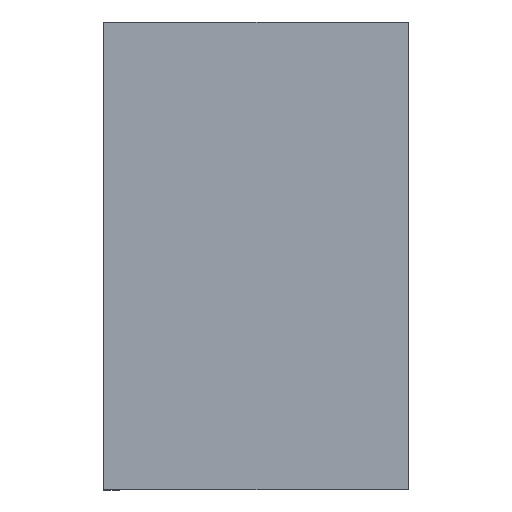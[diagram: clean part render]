
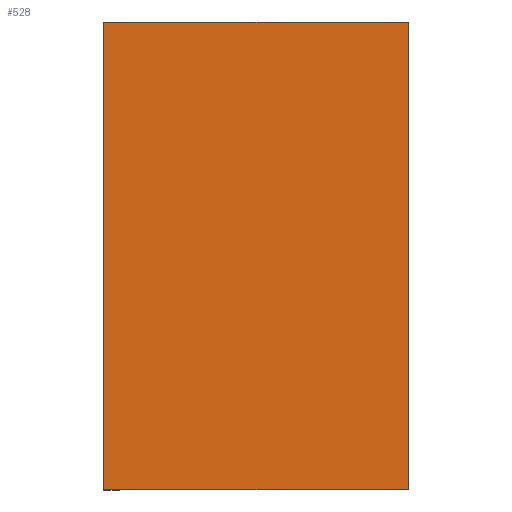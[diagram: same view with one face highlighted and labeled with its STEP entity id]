
A CAD part, left-side view. The second image highlights one B-rep face of the part: STEP entity #528.
In plain terms, the highlighted planar face has unit normal (-1, 0, 0).
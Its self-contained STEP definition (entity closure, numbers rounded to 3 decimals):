
#15 = DIRECTION ( 'NONE',  ( 0., 0., -1. ) ) ;
#44 = AXIS2_PLACEMENT_3D ( 'NONE', #208, #295, #15 ) ;
#139 = LINE ( 'NONE', #688, #231 ) ;
#186 = CARTESIAN_POINT ( 'NONE',  ( -0.2, 0., 0.1 ) ) ;
#192 = VERTEX_POINT ( 'NONE', #701 ) ;
#194 = EDGE_CURVE ( 'NONE', #957, #897, #235, .T. ) ;
#208 = CARTESIAN_POINT ( 'NONE',  ( -0.2, 0., 0.1 ) ) ;
#231 = VECTOR ( 'NONE', #773, 1000. ) ;
#235 = LINE ( 'NONE', #690, #733 ) ;
#263 = CARTESIAN_POINT ( 'NONE',  ( -0.2, 0.13, -0.1 ) ) ;
#295 = DIRECTION ( 'NONE',  ( 1., 0., 0. ) ) ;
#367 = LINE ( 'NONE', #377, #498 ) ;
#377 = CARTESIAN_POINT ( 'NONE',  ( -0.2, 0.13, 0.1 ) ) ;
#426 = ORIENTED_EDGE ( 'NONE', *, *, #1036, .F. ) ;
#498 = VECTOR ( 'NONE', #559, 1000. ) ;
#528 = ADVANCED_FACE ( 'NONE', ( #809 ), #858, .F. ) ;
#559 = DIRECTION ( 'NONE',  ( 0., 0., -1. ) ) ;
#671 = VECTOR ( 'NONE', #947, 1000. ) ;
#688 = CARTESIAN_POINT ( 'NONE',  ( -0.2, 0., -0.1 ) ) ;
#690 = CARTESIAN_POINT ( 'NONE',  ( -0.2, 0., 0.1 ) ) ;
#701 = CARTESIAN_POINT ( 'NONE',  ( -0.2, 0.13, 0.1 ) ) ;
#733 = VECTOR ( 'NONE', #810, 1000. ) ;
#773 = DIRECTION ( 'NONE',  ( 0., -1., 0. ) ) ;
#809 = FACE_OUTER_BOUND ( 'NONE', #901, .T. ) ;
#810 = DIRECTION ( 'NONE',  ( 0., 0., -1. ) ) ;
#827 = VERTEX_POINT ( 'NONE', #263 ) ;
#848 = CARTESIAN_POINT ( 'NONE',  ( -0.2, 0., 0.1 ) ) ;
#853 = ORIENTED_EDGE ( 'NONE', *, *, #1192, .T. ) ;
#858 = PLANE ( 'NONE',  #44 ) ;
#897 = VERTEX_POINT ( 'NONE', #1111 ) ;
#901 = EDGE_LOOP ( 'NONE', ( #853, #1119, #426, #1031 ) ) ;
#911 = EDGE_CURVE ( 'NONE', #192, #827, #367, .T. ) ;
#947 = DIRECTION ( 'NONE',  ( 0., -1., 0. ) ) ;
#957 = VERTEX_POINT ( 'NONE', #848 ) ;
#998 = LINE ( 'NONE', #186, #671 ) ;
#1031 = ORIENTED_EDGE ( 'NONE', *, *, #911, .T. ) ;
#1036 = EDGE_CURVE ( 'NONE', #192, #957, #998, .T. ) ;
#1111 = CARTESIAN_POINT ( 'NONE',  ( -0.2, 0., -0.1 ) ) ;
#1119 = ORIENTED_EDGE ( 'NONE', *, *, #194, .F. ) ;
#1192 = EDGE_CURVE ( 'NONE', #827, #897, #139, .T. ) ;
